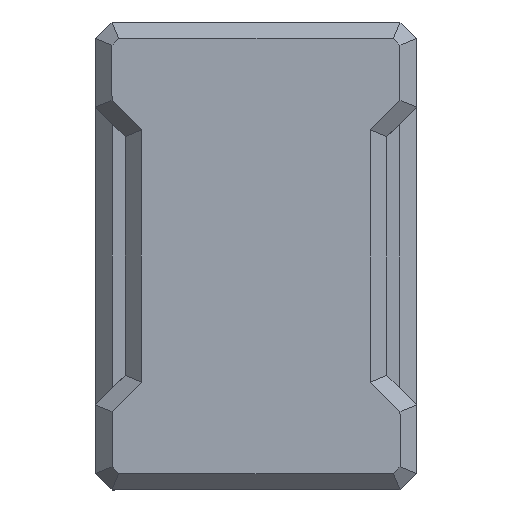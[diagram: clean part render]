
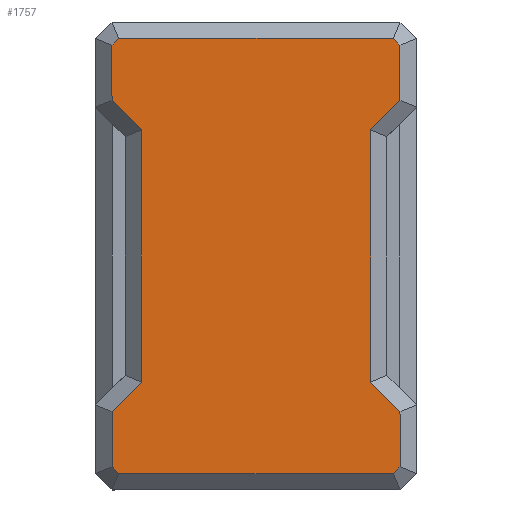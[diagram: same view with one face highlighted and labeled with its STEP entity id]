
A CAD part, left-side view. The second image highlights one B-rep face of the part: STEP entity #1757.
In plain terms, the highlighted face is planar.
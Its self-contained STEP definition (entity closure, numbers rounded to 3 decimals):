
#81=PLANE('',#1895);
#162=FACE_OUTER_BOUND('',#270,.T.);
#270=EDGE_LOOP('',(#1286,#1287,#1288,#1289,#1290,#1291,#1292,#1293,#1294,
#1295,#1296,#1297,#1298,#1299,#1300,#1301));
#411=LINE('',#2664,#615);
#412=LINE('',#2666,#616);
#413=LINE('',#2668,#617);
#414=LINE('',#2670,#618);
#415=LINE('',#2672,#619);
#416=LINE('',#2674,#620);
#417=LINE('',#2676,#621);
#418=LINE('',#2678,#622);
#419=LINE('',#2680,#623);
#420=LINE('',#2682,#624);
#421=LINE('',#2684,#625);
#422=LINE('',#2686,#626);
#423=LINE('',#2688,#627);
#424=LINE('',#2690,#628);
#425=LINE('',#2692,#629);
#426=LINE('',#2693,#630);
#615=VECTOR('',#2119,1000.);
#616=VECTOR('',#2120,1000.);
#617=VECTOR('',#2121,1000.);
#618=VECTOR('',#2122,1000.);
#619=VECTOR('',#2123,1000.);
#620=VECTOR('',#2124,1000.);
#621=VECTOR('',#2125,1000.);
#622=VECTOR('',#2126,1000.);
#623=VECTOR('',#2127,1000.);
#624=VECTOR('',#2128,1000.);
#625=VECTOR('',#2129,1000.);
#626=VECTOR('',#2130,1000.);
#627=VECTOR('',#2131,1000.);
#628=VECTOR('',#2132,1000.);
#629=VECTOR('',#2133,1000.);
#630=VECTOR('',#2134,1000.);
#866=VERTEX_POINT('',#2662);
#867=VERTEX_POINT('',#2663);
#868=VERTEX_POINT('',#2665);
#869=VERTEX_POINT('',#2667);
#870=VERTEX_POINT('',#2669);
#871=VERTEX_POINT('',#2671);
#872=VERTEX_POINT('',#2673);
#873=VERTEX_POINT('',#2675);
#874=VERTEX_POINT('',#2677);
#875=VERTEX_POINT('',#2679);
#876=VERTEX_POINT('',#2681);
#877=VERTEX_POINT('',#2683);
#878=VERTEX_POINT('',#2685);
#879=VERTEX_POINT('',#2687);
#880=VERTEX_POINT('',#2689);
#881=VERTEX_POINT('',#2691);
#1023=EDGE_CURVE('',#866,#867,#411,.T.);
#1024=EDGE_CURVE('',#867,#868,#412,.T.);
#1025=EDGE_CURVE('',#868,#869,#413,.T.);
#1026=EDGE_CURVE('',#869,#870,#414,.F.);
#1027=EDGE_CURVE('',#870,#871,#415,.T.);
#1028=EDGE_CURVE('',#871,#872,#416,.T.);
#1029=EDGE_CURVE('',#872,#873,#417,.T.);
#1030=EDGE_CURVE('',#873,#874,#418,.F.);
#1031=EDGE_CURVE('',#874,#875,#419,.F.);
#1032=EDGE_CURVE('',#875,#876,#420,.F.);
#1033=EDGE_CURVE('',#876,#877,#421,.F.);
#1034=EDGE_CURVE('',#877,#878,#422,.F.);
#1035=EDGE_CURVE('',#878,#879,#423,.T.);
#1036=EDGE_CURVE('',#879,#880,#424,.T.);
#1037=EDGE_CURVE('',#880,#881,#425,.T.);
#1038=EDGE_CURVE('',#881,#866,#426,.F.);
#1286=ORIENTED_EDGE('',*,*,#1023,.T.);
#1287=ORIENTED_EDGE('',*,*,#1024,.T.);
#1288=ORIENTED_EDGE('',*,*,#1025,.T.);
#1289=ORIENTED_EDGE('',*,*,#1026,.T.);
#1290=ORIENTED_EDGE('',*,*,#1027,.T.);
#1291=ORIENTED_EDGE('',*,*,#1028,.T.);
#1292=ORIENTED_EDGE('',*,*,#1029,.T.);
#1293=ORIENTED_EDGE('',*,*,#1030,.T.);
#1294=ORIENTED_EDGE('',*,*,#1031,.T.);
#1295=ORIENTED_EDGE('',*,*,#1032,.T.);
#1296=ORIENTED_EDGE('',*,*,#1033,.T.);
#1297=ORIENTED_EDGE('',*,*,#1034,.T.);
#1298=ORIENTED_EDGE('',*,*,#1035,.T.);
#1299=ORIENTED_EDGE('',*,*,#1036,.T.);
#1300=ORIENTED_EDGE('',*,*,#1037,.T.);
#1301=ORIENTED_EDGE('',*,*,#1038,.T.);
#1757=ADVANCED_FACE('',(#162),#81,.F.);
#1895=AXIS2_PLACEMENT_3D('',#2661,#2117,#2118);
#2117=DIRECTION('center_axis',(-1.,0.,0.));
#2118=DIRECTION('ref_axis',(0.,0.,1.));
#2119=DIRECTION('',(0.,-0.707,0.707));
#2120=DIRECTION('',(0.,-1.,0.));
#2121=DIRECTION('',(0.,-0.707,-0.707));
#2122=DIRECTION('',(0.,0.,1.));
#2123=DIRECTION('',(0.,0.707,-0.707));
#2124=DIRECTION('',(0.,0.,-1.));
#2125=DIRECTION('',(0.,-0.707,-0.707));
#2126=DIRECTION('',(0.,0.,1.));
#2127=DIRECTION('',(0.,-0.707,0.707));
#2128=DIRECTION('',(0.,-1.,0.));
#2129=DIRECTION('',(0.,-0.707,-0.707));
#2130=DIRECTION('',(0.,0.,-1.));
#2131=DIRECTION('',(0.,-0.707,0.707));
#2132=DIRECTION('',(0.,0.,1.));
#2133=DIRECTION('',(0.,0.707,0.707));
#2134=DIRECTION('',(0.,0.,-1.));
#2661=CARTESIAN_POINT('Origin',(32.5,0.,15.5));
#2662=CARTESIAN_POINT('',(32.5,9.4,13.943));
#2663=CARTESIAN_POINT('',(32.5,9.193,14.15));
#2664=CARTESIAN_POINT('',(32.5,3.921,19.421));
#2665=CARTESIAN_POINT('',(32.5,0.807,14.15));
#2666=CARTESIAN_POINT('',(32.5,0.,14.15));
#2667=CARTESIAN_POINT('',(32.5,0.6,13.943));
#2668=CARTESIAN_POINT('',(32.5,1.079,14.421));
#2669=CARTESIAN_POINT('',(32.5,0.6,12.257));
#2670=CARTESIAN_POINT('',(32.5,0.6,15.5));
#2671=CARTESIAN_POINT('',(32.5,1.5,11.357));
#2672=CARTESIAN_POINT('',(32.5,1.354,11.504));
#2673=CARTESIAN_POINT('',(32.5,1.5,3.643));
#2674=CARTESIAN_POINT('',(32.5,1.5,3.85));
#2675=CARTESIAN_POINT('',(32.5,0.6,2.743));
#2676=CARTESIAN_POINT('',(32.5,0.354,2.496));
#2677=CARTESIAN_POINT('',(32.5,0.6,1.057));
#2678=CARTESIAN_POINT('',(32.5,0.6,15.5));
#2679=CARTESIAN_POINT('',(32.5,0.807,0.85));
#2680=CARTESIAN_POINT('',(32.5,-6.921,8.579));
#2681=CARTESIAN_POINT('',(32.5,9.193,0.85));
#2682=CARTESIAN_POINT('',(32.5,0.,0.85));
#2683=CARTESIAN_POINT('',(32.5,9.4,1.057));
#2684=CARTESIAN_POINT('',(32.5,11.921,3.579));
#2685=CARTESIAN_POINT('',(32.5,9.4,2.743));
#2686=CARTESIAN_POINT('',(32.5,9.4,15.5));
#2687=CARTESIAN_POINT('',(32.5,8.5,3.643));
#2688=CARTESIAN_POINT('',(32.5,8.646,3.496));
#2689=CARTESIAN_POINT('',(32.5,8.5,11.357));
#2690=CARTESIAN_POINT('',(32.5,8.5,11.15));
#2691=CARTESIAN_POINT('',(32.5,9.4,12.257));
#2692=CARTESIAN_POINT('',(32.5,9.646,12.504));
#2693=CARTESIAN_POINT('',(32.5,9.4,15.5));
